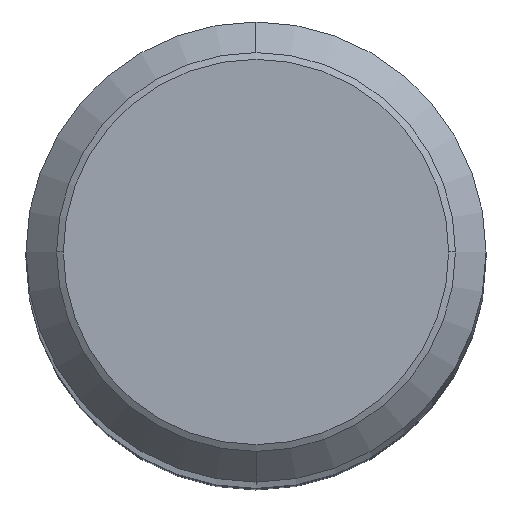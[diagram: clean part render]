
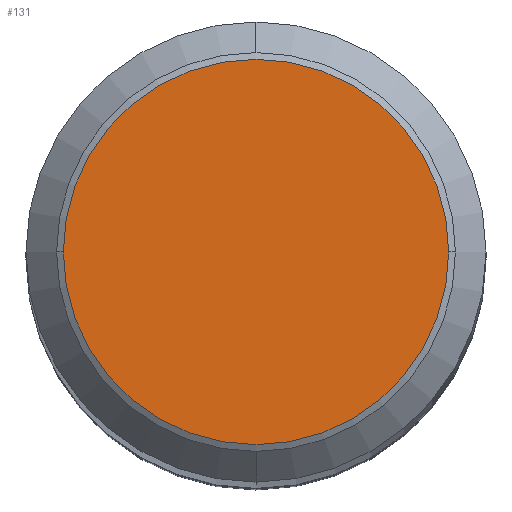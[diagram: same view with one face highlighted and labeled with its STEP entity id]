
A CAD part, top view. The second image highlights one B-rep face of the part: STEP entity #131.
In plain terms, the highlighted planar face has unit normal (0, 0, 1).
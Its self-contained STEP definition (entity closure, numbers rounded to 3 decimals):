
#131=ADVANCED_FACE('',(#324),#325,.T.);
#177=EDGE_CURVE('',#193,#243,#376,.T.);
#181=EDGE_CURVE('',#243,#193,#381,.T.);
#193=VERTEX_POINT('',#394);
#243=VERTEX_POINT('',#450);
#324=FACE_OUTER_BOUND('',#529,.T.);
#325=PLANE('',#530);
#376=CIRCLE('',#593,4.188);
#381=CIRCLE('',#599,4.188);
#394=CARTESIAN_POINT('',(4.188,0.,87.75));
#450=CARTESIAN_POINT('',(-4.188,0.,87.75));
#529=EDGE_LOOP('',(#789,#790));
#530=AXIS2_PLACEMENT_3D('',#791,#792,#793);
#593=AXIS2_PLACEMENT_3D('',#862,#863,#864);
#599=AXIS2_PLACEMENT_3D('',#873,#874,#875);
#789=ORIENTED_EDGE('',*,*,#181,.T.);
#790=ORIENTED_EDGE('',*,*,#177,.T.);
#791=CARTESIAN_POINT('',(0.,-2.125,87.75));
#792=DIRECTION('',(0.0,0.0,1.0));
#793=DIRECTION('',(0.,-1.0,0.0));
#862=CARTESIAN_POINT('',(0.,0.0,87.75));
#863=DIRECTION('',(0.0,0.0,1.0));
#864=DIRECTION('',(-1.0,0.,0.0));
#873=CARTESIAN_POINT('',(0.,0.0,87.75));
#874=DIRECTION('',(0.0,0.0,1.0));
#875=DIRECTION('',(-1.0,0.,0.0));
